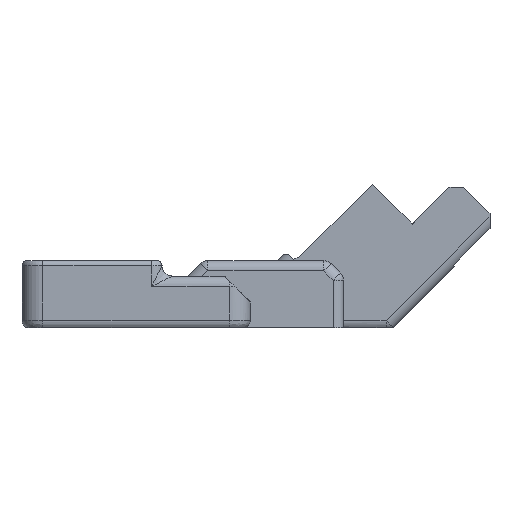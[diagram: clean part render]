
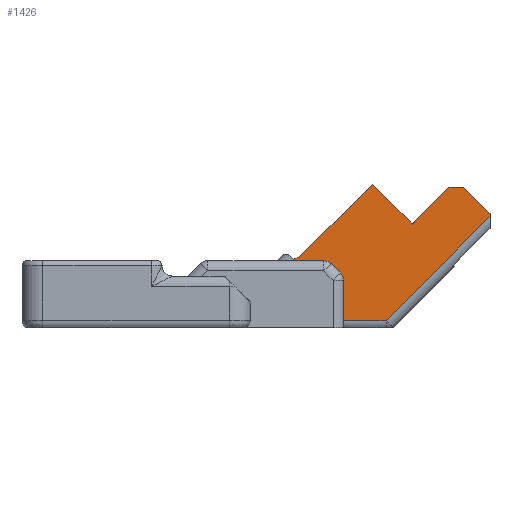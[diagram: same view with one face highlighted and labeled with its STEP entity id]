
A CAD part, front view. The second image highlights one B-rep face of the part: STEP entity #1426.
In plain terms, the highlighted planar face has unit normal (0, -1, 0).
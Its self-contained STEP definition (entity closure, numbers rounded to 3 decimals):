
#216=PLANE('',#5154);
#716=LINE('',#7926,#1090);
#721=LINE('',#7948,#1095);
#725=LINE('',#7961,#1099);
#733=LINE('',#7984,#1107);
#737=LINE('',#7994,#1111);
#738=LINE('',#7996,#1112);
#739=LINE('',#7998,#1113);
#740=LINE('',#8000,#1114);
#741=LINE('',#8001,#1115);
#742=LINE('',#8005,#1116);
#1090=VECTOR('',#6171,1.);
#1095=VECTOR('',#6192,1.);
#1099=VECTOR('',#6204,1.);
#1107=VECTOR('',#6228,1.);
#1111=VECTOR('',#6236,1.);
#1112=VECTOR('',#6237,1.);
#1113=VECTOR('',#6238,1.);
#1114=VECTOR('',#6239,1.);
#1115=VECTOR('',#6240,1.);
#1116=VECTOR('',#6243,1.);
#1426=ADVANCED_FACE('',(#1780,#1781),#216,.F.);
#1780=FACE_BOUND('',#1974,.T.);
#1781=FACE_BOUND('',#1975,.T.);
#1974=EDGE_LOOP('',(#2866));
#1975=EDGE_LOOP('',(#2867,#2868,#2869,#2870,#2871,#2872,#2873,#2874,#2875,
#2876,#2877));
#2866=ORIENTED_EDGE('',*,*,#4306,.F.);
#2867=ORIENTED_EDGE('',*,*,#4283,.F.);
#2868=ORIENTED_EDGE('',*,*,#4290,.T.);
#2869=ORIENTED_EDGE('',*,*,#4272,.T.);
#2870=ORIENTED_EDGE('',*,*,#4307,.T.);
#2871=ORIENTED_EDGE('',*,*,#4308,.T.);
#2872=ORIENTED_EDGE('',*,*,#4309,.T.);
#2873=ORIENTED_EDGE('',*,*,#4310,.T.);
#2874=ORIENTED_EDGE('',*,*,#4302,.F.);
#2875=ORIENTED_EDGE('',*,*,#4311,.F.);
#2876=ORIENTED_EDGE('',*,*,#4312,.T.);
#2877=ORIENTED_EDGE('',*,*,#4313,.T.);
#3713=VERTEX_POINT('',#7917);
#3717=VERTEX_POINT('',#7925);
#3726=VERTEX_POINT('',#7947);
#3727=VERTEX_POINT('',#7949);
#3738=VERTEX_POINT('',#7983);
#3739=VERTEX_POINT('',#7985);
#3742=VERTEX_POINT('',#7993);
#3743=VERTEX_POINT('',#7995);
#3744=VERTEX_POINT('',#7997);
#3745=VERTEX_POINT('',#7999);
#3746=VERTEX_POINT('',#8002);
#3747=VERTEX_POINT('',#8004);
#4272=EDGE_CURVE('',#3713,#3717,#716,.T.);
#4283=EDGE_CURVE('',#3726,#3727,#721,.T.);
#4290=EDGE_CURVE('',#3726,#3713,#725,.T.);
#4302=EDGE_CURVE('',#3738,#3739,#733,.T.);
#4306=EDGE_CURVE('',#3742,#3742,#4736,.T.);
#4307=EDGE_CURVE('',#3717,#3743,#737,.T.);
#4308=EDGE_CURVE('',#3743,#3744,#738,.T.);
#4309=EDGE_CURVE('',#3744,#3745,#739,.T.);
#4310=EDGE_CURVE('',#3745,#3739,#740,.T.);
#4311=EDGE_CURVE('',#3746,#3738,#741,.T.);
#4312=EDGE_CURVE('',#3746,#3747,#4737,.T.);
#4313=EDGE_CURVE('',#3747,#3727,#742,.T.);
#4736=CIRCLE('',#5152,1.8);
#4737=CIRCLE('',#5153,1.);
#5152=AXIS2_PLACEMENT_3D('',#7992,#6234,#6235);
#5153=AXIS2_PLACEMENT_3D('',#8003,#6241,#6242);
#5154=AXIS2_PLACEMENT_3D('',#8006,#6244,#6245);
#6171=DIRECTION('',(0.707,0.,0.707));
#6192=DIRECTION('',(-0.707,0.,0.707));
#6204=DIRECTION('',(1.,0.,0.));
#6228=DIRECTION('',(0.707,0.,-0.707));
#6234=DIRECTION('',(0.,-1.,0.));
#6235=DIRECTION('',(0.,0.,1.));
#6236=DIRECTION('',(0.,0.,1.));
#6237=DIRECTION('',(-0.707,0.,0.707));
#6238=DIRECTION('',(-1.,0.,0.));
#6239=DIRECTION('',(-0.707,0.,-0.707));
#6240=DIRECTION('',(0.707,0.,0.707));
#6241=DIRECTION('',(0.,1.,0.));
#6242=DIRECTION('',(-0.707,0.,-0.707));
#6243=DIRECTION('',(-0.707,0.,-0.707));
#6244=DIRECTION('',(0.,1.,0.));
#6245=DIRECTION('',(-0.707,0.,-0.707));
#7917=CARTESIAN_POINT('',(403.1,-102.5,375.604));
#7925=CARTESIAN_POINT('',(413.122,-102.5,385.627));
#7926=CARTESIAN_POINT('',(401.95,-102.5,374.454));
#7947=CARTESIAN_POINT('',(397.264,-102.5,375.604));
#7948=CARTESIAN_POINT('',(398.061,-102.5,374.808));
#7949=CARTESIAN_POINT('',(392.757,-102.5,380.111));
#7961=CARTESIAN_POINT('',(402.1,-102.5,375.604));
#7983=CARTESIAN_POINT('',(401.773,-102.5,388.773));
#7984=CARTESIAN_POINT('',(400.536,-102.5,390.011));
#7985=CARTESIAN_POINT('',(405.627,-102.5,384.919));
#7992=CARTESIAN_POINT('',(397.,-102.5,379.404));
#7993=CARTESIAN_POINT('',(397.,-102.5,381.204));
#7994=CARTESIAN_POINT('',(413.122,-102.5,384.495));
#7995=CARTESIAN_POINT('',(413.122,-102.5,385.909));
#7996=CARTESIAN_POINT('',(411.142,-102.5,387.889));
#7997=CARTESIAN_POINT('',(410.576,-102.5,388.455));
#7998=CARTESIAN_POINT('',(409.162,-102.5,388.455));
#7999=CARTESIAN_POINT('',(409.162,-102.5,388.455));
#8000=CARTESIAN_POINT('',(398.556,-102.5,377.848));
#8001=CARTESIAN_POINT('',(394.702,-102.5,381.702));
#8002=CARTESIAN_POINT('',(394.879,-102.5,381.879));
#8003=CARTESIAN_POINT('',(394.172,-102.5,382.586));
#8004=CARTESIAN_POINT('',(394.234,-102.5,381.588));
#8005=CARTESIAN_POINT('',(394.525,-102.5,381.879));
#8006=CARTESIAN_POINT('',(399.828,-102.5,376.576));
